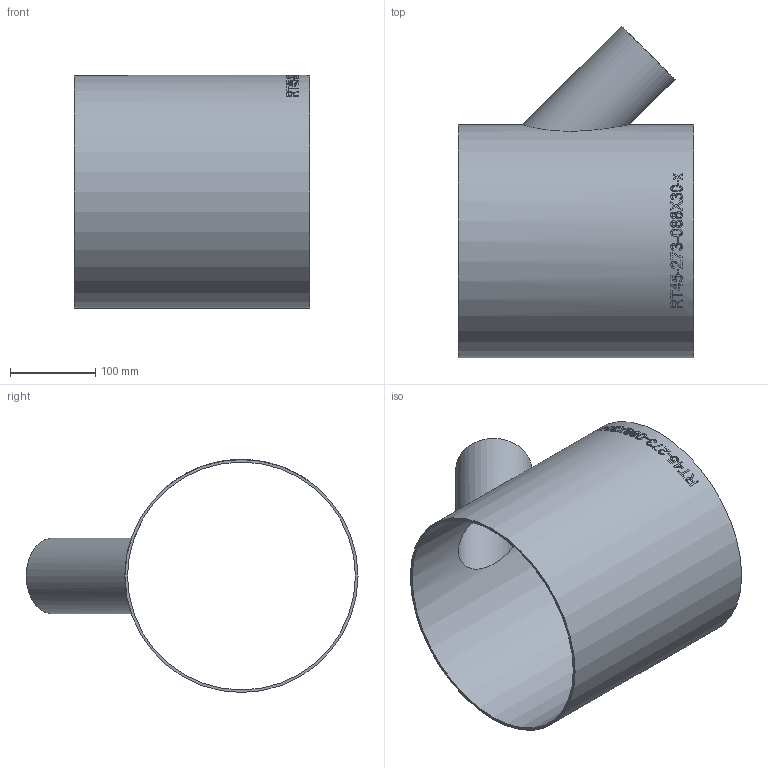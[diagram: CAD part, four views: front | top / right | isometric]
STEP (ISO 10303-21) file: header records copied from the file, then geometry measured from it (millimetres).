
FILE_DESCRIPTION (( 'STEP AP214' ), '1' );
FILE_NAME ('RT45-273-088X30-x T-Stück 45°reduziert Ø273,0 L276 1911.STEP', '2019-11-20T14:09:41', ( '' ), ( '' ), 'SwSTEP 2.0', 'SolidWorks 2016', '' );
FILE_SCHEMA (( 'AUTOMOTIVE_DESIGN' ));
Length unit declared in the file: millimetre
Products named in the file (1): RT45-273-088X30-x T-Stück 45°reduziert Ø273,0 L276  1911
Bounding box: 276 x 388.89 x 273 mm (x, y, z)
Volume: 781317 mm3; surface area: 525814 mm2
Topology: 1 solids, 1 shells, 239 faces, 637 edges, 425 vertices
Faces by surface type: bspline 147, plane 63, cylinder 29
Full cylindrical faces by diameter (mm): 82.9 x1, 88.9 x1, 267 x1, 273 x1
Entity records: 42635 total; most frequent: CARTESIAN_POINT 35474, ORIENTED_EDGE 1258, EDGE_CURVE 629, B_SPLINE_CURVE_WITH_KNOTS 460, DIRECTION 435, VERTEX_POINT 422, EDGE_LOOP 273, FACE_OUTER_BOUND 243
